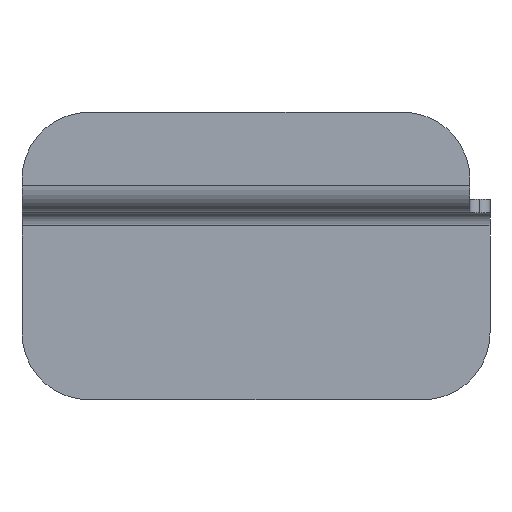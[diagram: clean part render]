
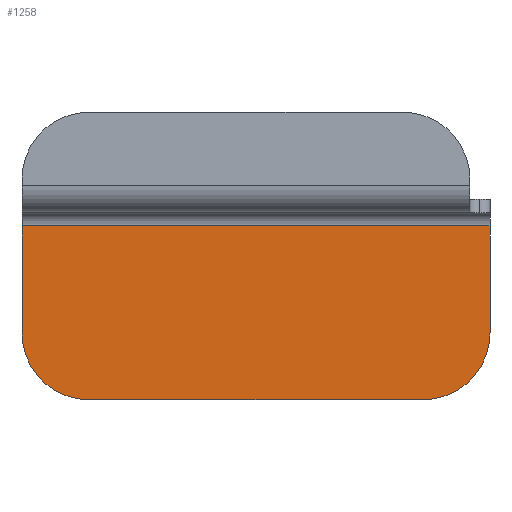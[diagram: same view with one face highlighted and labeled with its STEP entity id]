
A CAD part, left-side view. The second image highlights one B-rep face of the part: STEP entity #1258.
In plain terms, the highlighted planar face has unit normal (-1, 0, 0).
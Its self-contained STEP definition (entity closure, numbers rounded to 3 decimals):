
#10 = FACE_OUTER_BOUND ( 'NONE', #495, .T. ) ;
#55 = VECTOR ( 'NONE', #413, 1000. ) ;
#134 = VERTEX_POINT ( 'NONE', #441 ) ;
#158 = VERTEX_POINT ( 'NONE', #1043 ) ;
#166 = ORIENTED_EDGE ( 'NONE', *, *, #1316, .T. ) ;
#218 = VECTOR ( 'NONE', #708, 1000. ) ;
#231 = VERTEX_POINT ( 'NONE', #273 ) ;
#245 = CIRCLE ( 'NONE', #1267, 10. ) ;
#249 = ORIENTED_EDGE ( 'NONE', *, *, #393, .F. ) ;
#254 = DIRECTION ( 'NONE',  ( -1., 0., 0. ) ) ;
#273 = CARTESIAN_POINT ( 'NONE',  ( 51., -35., -20. ) ) ;
#274 = VERTEX_POINT ( 'NONE', #783 ) ;
#288 = LINE ( 'NONE', #715, #635 ) ;
#351 = EDGE_CURVE ( 'NONE', #1032, #231, #1031, .T. ) ;
#393 = EDGE_CURVE ( 'NONE', #991, #1032, #288, .T. ) ;
#413 = DIRECTION ( 'NONE',  ( 0., 0., -1. ) ) ;
#427 = DIRECTION ( 'NONE',  ( -1., 0., 0. ) ) ;
#441 = CARTESIAN_POINT ( 'NONE',  ( 51., 35., -20. ) ) ;
#457 = EDGE_CURVE ( 'NONE', #134, #991, #1324, .T. ) ;
#480 = DIRECTION ( 'NONE',  ( 0., 0., 1. ) ) ;
#495 = EDGE_LOOP ( 'NONE', ( #1165, #916, #638, #249, #1304, #166 ) ) ;
#517 = CARTESIAN_POINT ( 'NONE',  ( 51., 0., 0. ) ) ;
#554 = AXIS2_PLACEMENT_3D ( 'NONE', #517, #427, #737 ) ;
#556 = CARTESIAN_POINT ( 'NONE',  ( 51., -25., -20. ) ) ;
#607 = DIRECTION ( 'NONE',  ( -1., 0., 0. ) ) ;
#615 = DIRECTION ( 'NONE',  ( 0., -1., 0. ) ) ;
#635 = VECTOR ( 'NONE', #615, 1000. ) ;
#638 = ORIENTED_EDGE ( 'NONE', *, *, #351, .F. ) ;
#641 = CARTESIAN_POINT ( 'NONE',  ( 51., -35., -4. ) ) ;
#652 = LINE ( 'NONE', #1159, #940 ) ;
#669 = AXIS2_PLACEMENT_3D ( 'NONE', #556, #254, #480 ) ;
#675 = EDGE_CURVE ( 'NONE', #274, #231, #1252, .T. ) ;
#708 = DIRECTION ( 'NONE',  ( 0., 0., 1. ) ) ;
#715 = CARTESIAN_POINT ( 'NONE',  ( 51., 35., -4. ) ) ;
#737 = DIRECTION ( 'NONE',  ( 0., 0., 1. ) ) ;
#783 = CARTESIAN_POINT ( 'NONE',  ( 51., -25., -30. ) ) ;
#821 = EDGE_CURVE ( 'NONE', #274, #158, #652, .T. ) ;
#823 = CARTESIAN_POINT ( 'NONE',  ( 51., -35., -30. ) ) ;
#916 = ORIENTED_EDGE ( 'NONE', *, *, #675, .T. ) ;
#940 = VECTOR ( 'NONE', #1089, 1000. ) ;
#991 = VERTEX_POINT ( 'NONE', #1120 ) ;
#1021 = PLANE ( 'NONE',  #554 ) ;
#1031 = LINE ( 'NONE', #823, #55 ) ;
#1032 = VERTEX_POINT ( 'NONE', #641 ) ;
#1043 = CARTESIAN_POINT ( 'NONE',  ( 51., 25., -30. ) ) ;
#1089 = DIRECTION ( 'NONE',  ( 0., 1., 0. ) ) ;
#1120 = CARTESIAN_POINT ( 'NONE',  ( 51., 35., -4. ) ) ;
#1129 = DIRECTION ( 'NONE',  ( 0., 0., 1. ) ) ;
#1159 = CARTESIAN_POINT ( 'NONE',  ( 51., 35., -30. ) ) ;
#1165 = ORIENTED_EDGE ( 'NONE', *, *, #821, .F. ) ;
#1221 = CARTESIAN_POINT ( 'NONE',  ( 51., 35., -2. ) ) ;
#1252 = CIRCLE ( 'NONE', #669, 10. ) ;
#1258 = ADVANCED_FACE ( 'NONE', ( #10 ), #1021, .T. ) ;
#1267 = AXIS2_PLACEMENT_3D ( 'NONE', #1335, #607, #1129 ) ;
#1304 = ORIENTED_EDGE ( 'NONE', *, *, #457, .F. ) ;
#1316 = EDGE_CURVE ( 'NONE', #134, #158, #245, .T. ) ;
#1324 = LINE ( 'NONE', #1221, #218 ) ;
#1335 = CARTESIAN_POINT ( 'NONE',  ( 51., 25., -20. ) ) ;
